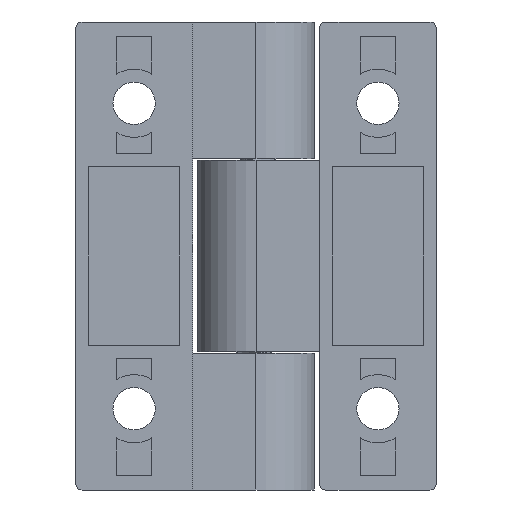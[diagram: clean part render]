
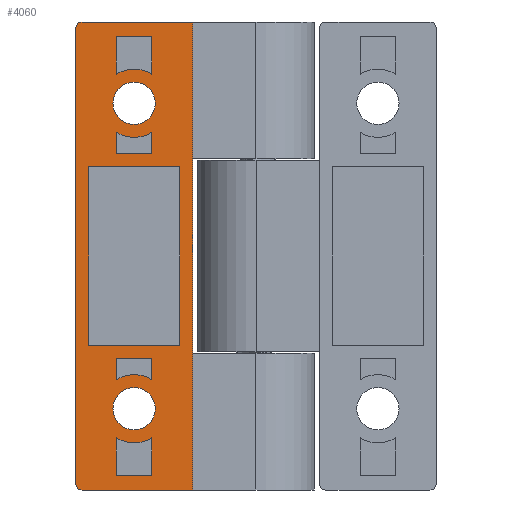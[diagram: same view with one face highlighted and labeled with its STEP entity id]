
A CAD part, front view. The second image highlights one B-rep face of the part: STEP entity #4060.
In plain terms, the highlighted face is planar.
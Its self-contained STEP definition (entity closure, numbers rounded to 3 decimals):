
#139=FACE_BOUND('',#818,.T.);
#140=FACE_BOUND('',#819,.T.);
#141=FACE_BOUND('',#820,.T.);
#142=FACE_BOUND('',#821,.T.);
#143=FACE_BOUND('',#822,.T.);
#144=FACE_BOUND('',#823,.T.);
#145=FACE_BOUND('',#824,.T.);
#490=PLANE('',#4284);
#626=FACE_OUTER_BOUND('',#817,.T.);
#817=EDGE_LOOP('',(#3053,#3054,#3055,#3056,#3057,#3058));
#818=EDGE_LOOP('',(#3059,#3060,#3061,#3062));
#819=EDGE_LOOP('',(#3063,#3064,#3065,#3066));
#820=EDGE_LOOP('',(#3067,#3068,#3069,#3070));
#821=EDGE_LOOP('',(#3071,#3072,#3073,#3074));
#822=EDGE_LOOP('',(#3075,#3076,#3077,#3078));
#823=EDGE_LOOP('',(#3079));
#824=EDGE_LOOP('',(#3080));
#956=LINE('',#5302,#1221);
#981=LINE('',#5442,#1246);
#988=LINE('',#5458,#1253);
#992=LINE('',#5466,#1257);
#995=LINE('',#5472,#1260);
#998=LINE('',#5483,#1263);
#1003=LINE('',#5497,#1268);
#1006=LINE('',#5502,#1271);
#1052=LINE('',#5594,#1317);
#1053=LINE('',#5598,#1318);
#1057=LINE('',#5606,#1322);
#1060=LINE('',#5612,#1325);
#1063=LINE('',#5623,#1328);
#1068=LINE('',#5637,#1333);
#1071=LINE('',#5642,#1336);
#1073=LINE('',#5648,#1338);
#1077=LINE('',#5656,#1342);
#1080=LINE('',#5662,#1345);
#1083=LINE('',#5667,#1348);
#1095=LINE('',#5714,#1360);
#1221=VECTOR('',#4467,72.);
#1246=VECTOR('',#4580,17.);
#1253=VECTOR('',#4589,5.778);
#1257=VECTOR('',#4595,5.5);
#1260=VECTOR('',#4600,5.778);
#1263=VECTOR('',#4613,3.278);
#1268=VECTOR('',#4626,3.278);
#1271=VECTOR('',#4631,5.5);
#1317=VECTOR('',#4717,17.);
#1318=VECTOR('',#4720,5.778);
#1322=VECTOR('',#4726,5.5);
#1325=VECTOR('',#4731,5.778);
#1328=VECTOR('',#4744,3.278);
#1333=VECTOR('',#4757,3.278);
#1336=VECTOR('',#4762,5.5);
#1338=VECTOR('',#4768,27.5);
#1342=VECTOR('',#4774,14.);
#1345=VECTOR('',#4779,27.5);
#1348=VECTOR('',#4784,14.);
#1360=VECTOR('',#4844,70.);
#1497=CIRCLE('',#4204,1.);
#1498=CIRCLE('',#4206,1.);
#1499=CIRCLE('',#4213,5.25);
#1501=CIRCLE('',#4218,5.25);
#1503=CIRCLE('',#4246,5.25);
#1505=CIRCLE('',#4251,5.25);
#1509=CIRCLE('',#4266,3.25);
#1512=CIRCLE('',#4272,3.25);
#1588=VERTEX_POINT('',#5299);
#1589=VERTEX_POINT('',#5301);
#1615=VERTEX_POINT('',#5428);
#1616=VERTEX_POINT('',#5429);
#1617=VERTEX_POINT('',#5434);
#1618=VERTEX_POINT('',#5435);
#1625=VERTEX_POINT('',#5456);
#1626=VERTEX_POINT('',#5457);
#1629=VERTEX_POINT('',#5465);
#1631=VERTEX_POINT('',#5471);
#1633=VERTEX_POINT('',#5481);
#1634=VERTEX_POINT('',#5482);
#1637=VERTEX_POINT('',#5490);
#1639=VERTEX_POINT('',#5496);
#1667=VERTEX_POINT('',#5596);
#1668=VERTEX_POINT('',#5597);
#1671=VERTEX_POINT('',#5605);
#1673=VERTEX_POINT('',#5611);
#1675=VERTEX_POINT('',#5621);
#1676=VERTEX_POINT('',#5622);
#1679=VERTEX_POINT('',#5630);
#1681=VERTEX_POINT('',#5636);
#1683=VERTEX_POINT('',#5646);
#1684=VERTEX_POINT('',#5647);
#1687=VERTEX_POINT('',#5655);
#1689=VERTEX_POINT('',#5661);
#1693=VERTEX_POINT('',#5677);
#1696=VERTEX_POINT('',#5686);
#2075=EDGE_CURVE('',#1588,#1589,#956,.T.);
#2120=EDGE_CURVE('',#1615,#1616,#1497,.T.);
#2123=EDGE_CURVE('',#1617,#1618,#1498,.T.);
#2127=EDGE_CURVE('',#1589,#1615,#981,.T.);
#2134=EDGE_CURVE('',#1625,#1626,#988,.T.);
#2138=EDGE_CURVE('',#1626,#1629,#992,.T.);
#2141=EDGE_CURVE('',#1629,#1631,#995,.T.);
#2144=EDGE_CURVE('',#1631,#1625,#1499,.T.);
#2146=EDGE_CURVE('',#1633,#1634,#998,.T.);
#2150=EDGE_CURVE('',#1634,#1637,#1501,.T.);
#2153=EDGE_CURVE('',#1637,#1639,#1003,.T.);
#2156=EDGE_CURVE('',#1639,#1633,#1006,.T.);
#2202=EDGE_CURVE('',#1618,#1588,#1052,.T.);
#2203=EDGE_CURVE('',#1667,#1668,#1053,.T.);
#2207=EDGE_CURVE('',#1671,#1667,#1057,.T.);
#2210=EDGE_CURVE('',#1673,#1671,#1060,.T.);
#2213=EDGE_CURVE('',#1668,#1673,#1503,.T.);
#2215=EDGE_CURVE('',#1675,#1676,#1063,.T.);
#2219=EDGE_CURVE('',#1679,#1675,#1505,.T.);
#2222=EDGE_CURVE('',#1681,#1679,#1068,.T.);
#2225=EDGE_CURVE('',#1676,#1681,#1071,.T.);
#2227=EDGE_CURVE('',#1683,#1684,#1073,.T.);
#2231=EDGE_CURVE('',#1687,#1683,#1077,.T.);
#2234=EDGE_CURVE('',#1689,#1687,#1080,.T.);
#2237=EDGE_CURVE('',#1684,#1689,#1083,.T.);
#2241=EDGE_CURVE('',#1693,#1693,#1509,.T.);
#2244=EDGE_CURVE('',#1696,#1696,#1512,.T.);
#2256=EDGE_CURVE('',#1617,#1616,#1095,.T.);
#3053=ORIENTED_EDGE('',*,*,#2120,.F.);
#3054=ORIENTED_EDGE('',*,*,#2127,.F.);
#3055=ORIENTED_EDGE('',*,*,#2075,.F.);
#3056=ORIENTED_EDGE('',*,*,#2202,.F.);
#3057=ORIENTED_EDGE('',*,*,#2123,.F.);
#3058=ORIENTED_EDGE('',*,*,#2256,.T.);
#3059=ORIENTED_EDGE('',*,*,#2134,.T.);
#3060=ORIENTED_EDGE('',*,*,#2138,.T.);
#3061=ORIENTED_EDGE('',*,*,#2141,.T.);
#3062=ORIENTED_EDGE('',*,*,#2144,.T.);
#3063=ORIENTED_EDGE('',*,*,#2146,.T.);
#3064=ORIENTED_EDGE('',*,*,#2150,.T.);
#3065=ORIENTED_EDGE('',*,*,#2153,.T.);
#3066=ORIENTED_EDGE('',*,*,#2156,.T.);
#3067=ORIENTED_EDGE('',*,*,#2203,.T.);
#3068=ORIENTED_EDGE('',*,*,#2213,.T.);
#3069=ORIENTED_EDGE('',*,*,#2210,.T.);
#3070=ORIENTED_EDGE('',*,*,#2207,.T.);
#3071=ORIENTED_EDGE('',*,*,#2215,.T.);
#3072=ORIENTED_EDGE('',*,*,#2225,.T.);
#3073=ORIENTED_EDGE('',*,*,#2222,.T.);
#3074=ORIENTED_EDGE('',*,*,#2219,.T.);
#3075=ORIENTED_EDGE('',*,*,#2227,.T.);
#3076=ORIENTED_EDGE('',*,*,#2237,.T.);
#3077=ORIENTED_EDGE('',*,*,#2234,.T.);
#3078=ORIENTED_EDGE('',*,*,#2231,.T.);
#3079=ORIENTED_EDGE('',*,*,#2241,.T.);
#3080=ORIENTED_EDGE('',*,*,#2244,.T.);
#4060=ADVANCED_FACE('',(#626,#139,#140,#141,#142,#143,#144,#145),#490,.T.);
#4204=AXIS2_PLACEMENT_3D('',#5430,#4565,#4566);
#4206=AXIS2_PLACEMENT_3D('',#5436,#4571,#4572);
#4213=AXIS2_PLACEMENT_3D('',#5477,#4605,#4606);
#4218=AXIS2_PLACEMENT_3D('',#5491,#4619,#4620);
#4246=AXIS2_PLACEMENT_3D('',#5617,#4736,#4737);
#4251=AXIS2_PLACEMENT_3D('',#5631,#4750,#4751);
#4266=AXIS2_PLACEMENT_3D('',#5678,#4798,#4799);
#4272=AXIS2_PLACEMENT_3D('',#5687,#4810,#4811);
#4284=AXIS2_PLACEMENT_3D('',#5715,#4845,#4846);
#4467=DIRECTION('',(0.,1.,0.));
#4565=DIRECTION('center_axis',(0.,0.,1.));
#4566=DIRECTION('ref_axis',(-0.707,0.707,0.));
#4571=DIRECTION('center_axis',(0.,0.,1.));
#4572=DIRECTION('ref_axis',(-0.707,-0.707,0.));
#4580=DIRECTION('',(-1.,0.,0.));
#4589=DIRECTION('',(0.,1.,0.));
#4595=DIRECTION('',(-1.,0.,0.));
#4600=DIRECTION('',(0.,-1.,0.));
#4605=DIRECTION('center_axis',(0.,0.,-1.));
#4606=DIRECTION('ref_axis',(1.,0.,0.));
#4613=DIRECTION('',(0.,1.,0.));
#4619=DIRECTION('center_axis',(0.,0.,-1.));
#4620=DIRECTION('ref_axis',(1.,0.,0.));
#4626=DIRECTION('',(0.,-1.,0.));
#4631=DIRECTION('',(1.,0.,0.));
#4717=DIRECTION('',(1.,0.,0.));
#4720=DIRECTION('',(0.,1.,0.));
#4726=DIRECTION('',(1.,0.,0.));
#4731=DIRECTION('',(0.,-1.,0.));
#4736=DIRECTION('center_axis',(0.,0.,-1.));
#4737=DIRECTION('ref_axis',(1.,0.,0.));
#4744=DIRECTION('',(0.,1.,0.));
#4750=DIRECTION('center_axis',(0.,0.,-1.));
#4751=DIRECTION('ref_axis',(1.,0.,0.));
#4757=DIRECTION('',(0.,-1.,0.));
#4762=DIRECTION('',(-1.,0.,0.));
#4768=DIRECTION('',(0.,1.,0.));
#4774=DIRECTION('',(1.,0.,0.));
#4779=DIRECTION('',(0.,-1.,0.));
#4784=DIRECTION('',(-1.,0.,0.));
#4798=DIRECTION('center_axis',(0.,0.,1.));
#4799=DIRECTION('ref_axis',(1.,0.,0.));
#4810=DIRECTION('center_axis',(0.,0.,1.));
#4811=DIRECTION('ref_axis',(1.,0.,0.));
#4844=DIRECTION('',(0.,1.,0.));
#4845=DIRECTION('center_axis',(0.,0.,-1.));
#4846=DIRECTION('ref_axis',(-1.,0.,0.));
#5299=CARTESIAN_POINT('',(18.,-36.,0.));
#5301=CARTESIAN_POINT('',(18.,36.,0.));
#5302=CARTESIAN_POINT('',(18.,0.,0.));
#5428=CARTESIAN_POINT('',(1.,36.,0.));
#5429=CARTESIAN_POINT('',(0.,35.,0.));
#5430=CARTESIAN_POINT('Origin',(1.,35.,0.));
#5434=CARTESIAN_POINT('',(0.,-35.,0.));
#5435=CARTESIAN_POINT('',(1.,-36.,0.));
#5436=CARTESIAN_POINT('Origin',(1.,-35.,0.));
#5442=CARTESIAN_POINT('',(0.,36.,0.));
#5456=CARTESIAN_POINT('',(11.75,27.972,0.));
#5457=CARTESIAN_POINT('',(11.75,33.75,0.));
#5458=CARTESIAN_POINT('',(11.75,16.875,0.));
#5465=CARTESIAN_POINT('',(6.25,33.75,0.));
#5466=CARTESIAN_POINT('',(12.125,33.75,0.));
#5471=CARTESIAN_POINT('',(6.25,27.972,0.));
#5472=CARTESIAN_POINT('',(6.25,13.986,0.));
#5477=CARTESIAN_POINT('Origin',(9.,23.5,0.));
#5481=CARTESIAN_POINT('',(11.75,15.75,0.));
#5482=CARTESIAN_POINT('',(11.75,19.028,0.));
#5483=CARTESIAN_POINT('',(11.75,9.514,0.));
#5490=CARTESIAN_POINT('',(6.25,19.028,0.));
#5491=CARTESIAN_POINT('Origin',(9.,23.5,0.));
#5496=CARTESIAN_POINT('',(6.25,15.75,0.));
#5497=CARTESIAN_POINT('',(6.25,7.875,0.));
#5502=CARTESIAN_POINT('',(14.875,15.75,0.));
#5594=CARTESIAN_POINT('',(0.,-36.,0.));
#5596=CARTESIAN_POINT('',(11.75,-33.75,0.));
#5597=CARTESIAN_POINT('',(11.75,-27.972,0.));
#5598=CARTESIAN_POINT('',(11.75,-16.875,0.));
#5605=CARTESIAN_POINT('',(6.25,-33.75,0.));
#5606=CARTESIAN_POINT('',(12.125,-33.75,0.));
#5611=CARTESIAN_POINT('',(6.25,-27.972,0.));
#5612=CARTESIAN_POINT('',(6.25,-13.986,0.));
#5617=CARTESIAN_POINT('Origin',(9.,-23.5,0.));
#5621=CARTESIAN_POINT('',(11.75,-19.028,0.));
#5622=CARTESIAN_POINT('',(11.75,-15.75,0.));
#5623=CARTESIAN_POINT('',(11.75,-9.514,0.));
#5630=CARTESIAN_POINT('',(6.25,-19.028,0.));
#5631=CARTESIAN_POINT('Origin',(9.,-23.5,0.));
#5636=CARTESIAN_POINT('',(6.25,-15.75,0.));
#5637=CARTESIAN_POINT('',(6.25,-7.875,0.));
#5642=CARTESIAN_POINT('',(14.875,-15.75,0.));
#5646=CARTESIAN_POINT('',(16.,-13.75,0.));
#5647=CARTESIAN_POINT('',(16.,13.75,0.));
#5648=CARTESIAN_POINT('',(16.,-6.875,0.));
#5655=CARTESIAN_POINT('',(2.,-13.75,0.));
#5656=CARTESIAN_POINT('',(10.,-13.75,0.));
#5661=CARTESIAN_POINT('',(2.,13.75,0.));
#5662=CARTESIAN_POINT('',(2.,6.875,0.));
#5667=CARTESIAN_POINT('',(17.,13.75,0.));
#5677=CARTESIAN_POINT('',(5.75,23.5,0.));
#5678=CARTESIAN_POINT('Origin',(9.,23.5,0.));
#5686=CARTESIAN_POINT('',(5.75,-23.5,0.));
#5687=CARTESIAN_POINT('Origin',(9.,-23.5,0.));
#5714=CARTESIAN_POINT('',(0.,0.,0.));
#5715=CARTESIAN_POINT('Origin',(18.,0.,0.));
